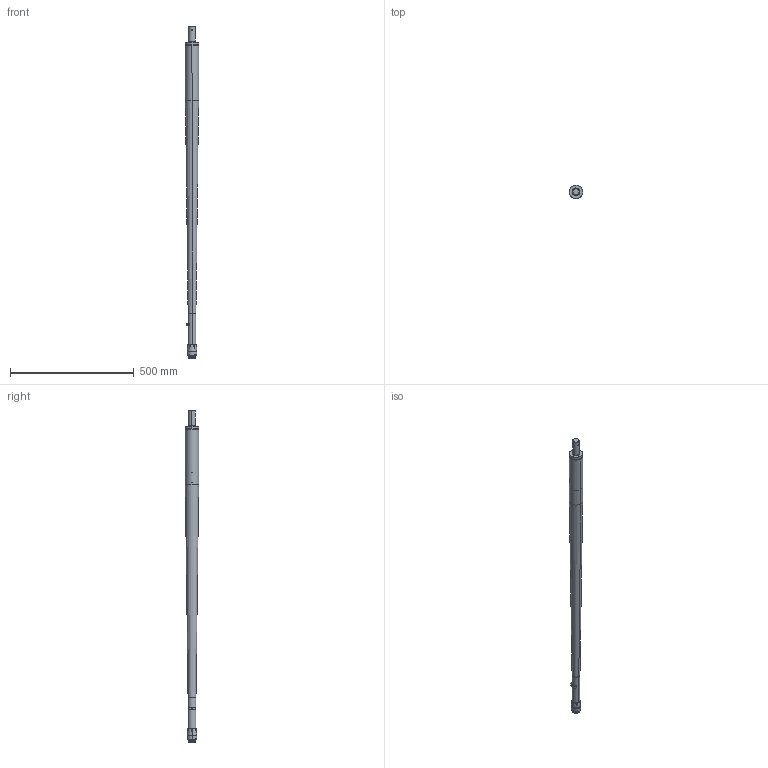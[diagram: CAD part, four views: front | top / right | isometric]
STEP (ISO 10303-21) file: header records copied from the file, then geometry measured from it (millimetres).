
FILE_DESCRIPTION((''),'2;1');
FILE_NAME('8059093080_SW0001','2016-11-24T',('itdfrg'),(''),'CREO PARAMETRIC BY PTC INC, 2015380','CREO PARAMETRIC BY PTC INC, 2015380','');
FILE_SCHEMA(('CONFIG_CONTROL_DESIGN','GEOMETRIC_VALIDATION_PROPERTIES_MIM'));
Products named in the file (1): 8059093080_SW0001
Bounding box: 54 x 54 x 1343.8 mm (x, y, z)
Volume: 921011.5 mm3; surface area: 359007.4 mm2
Topology: 1 solids, 1 shells, 666 faces, 1957 edges, 1317 vertices
Faces by surface type: plane 276, cylinder 190, extrusion 92, cone 60, torus 26, bspline 22
Entity records: 55584 total; most frequent: CARTESIAN_POINT 38639, ORIENTED_EDGE 3906, DIRECTION 2858, EDGE_CURVE 1953, VERTEX_POINT 1317, VECTOR 1044, LINE 952, AXIS2_PLACEMENT_3D 907
